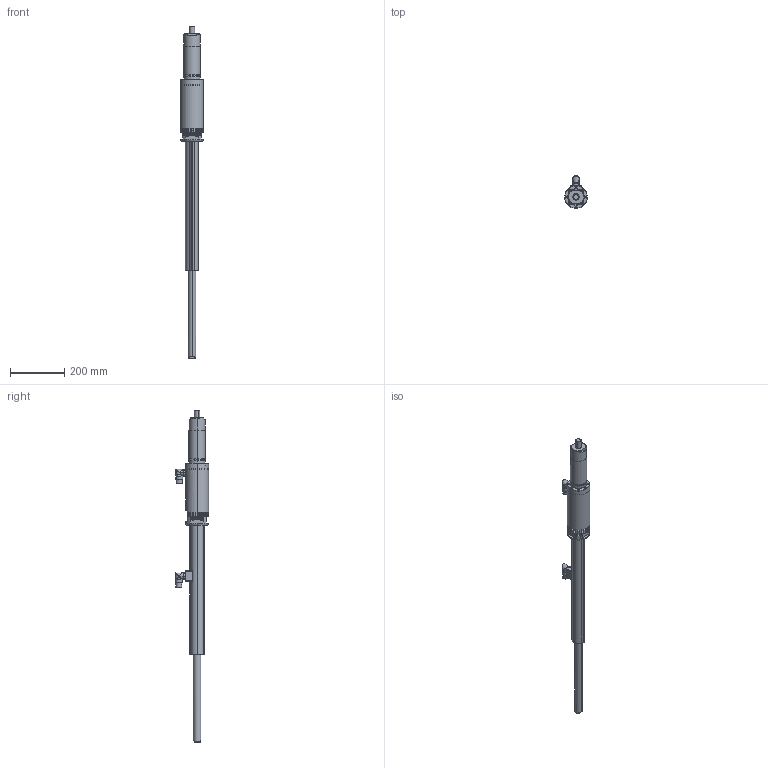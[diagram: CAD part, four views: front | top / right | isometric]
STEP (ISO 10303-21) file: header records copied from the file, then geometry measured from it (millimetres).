
FILE_DESCRIPTION (( 'STEP AP214' ), '1' );
FILE_NAME ('0186-0348_170113_PR01-84x80-C!48x240F-C-300.STEP', '2017-01-13T07:05:30', ( 'mittelholzer' ), ( 'Microsoft' ), 'SwSTEP 2.0', 'SolidWorks 2016', '' );
FILE_SCHEMA (( 'AUTOMOTIVE_DESIGN' ));
Length unit declared in the file: millimetre
Products named in the file (3): 0186-0348_170113_PR01-84x80-C!48x240F-C-300; Stator-RS01-84x80_48x240F-300; Laüfer-RS01-84x80_48x240F-300
Assembly tree (2 placements, depth 2):
  0186-0348_170113_PR01-84x80-C!48x240F-C-300
    Laüfer-RS01-84x80_48x240F-300
    Stator-RS01-84x80_48x240F-300
Bounding box: 84 x 121.9 x 1221.6 mm (x, y, z)
Volume: 2625856.2 mm3; surface area: 440464.1 mm2
Topology: 24 solids, 24 shells, 1245 faces, 3071 edges, 1885 vertices
Faces by surface type: cylinder 524, plane 427, cone 129, torus 121, bspline 32, sphere 12
Entity records: 53825 total; most frequent: CARTESIAN_POINT 10469, DIRECTION 6382, ORIENTED_EDGE 5980, EDGE_CURVE 2990, AXIS2_PLACEMENT_3D 2562, VERTEX_POINT 1885, EDGE_LOOP 1387, CIRCLE 1344
